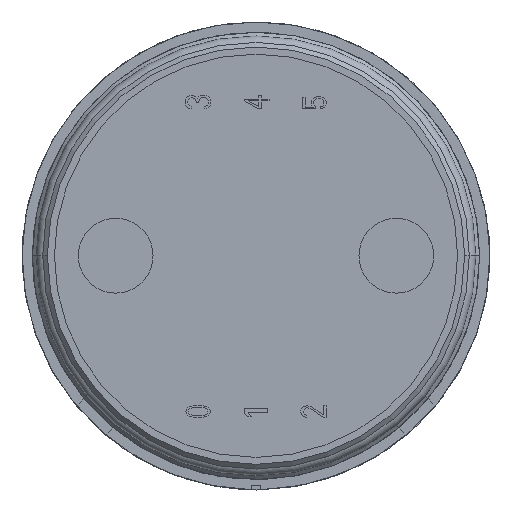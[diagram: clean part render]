
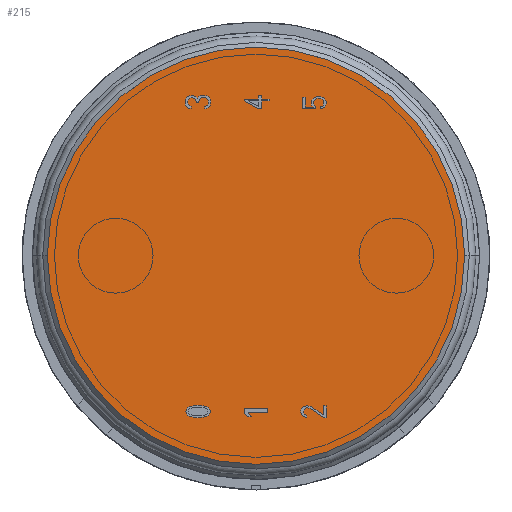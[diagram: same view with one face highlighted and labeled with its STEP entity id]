
A CAD part, top view. The second image highlights one B-rep face of the part: STEP entity #215.
In plain terms, the highlighted planar face has unit normal (0, 0, 1).
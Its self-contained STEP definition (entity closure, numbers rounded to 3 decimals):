
#135=CARTESIAN_POINT('',(-175.667,138.567,-73.935));
#136=VERTEX_POINT('',#135);
#145=CARTESIAN_POINT('',(-220.267,138.567,-73.935));
#146=VERTEX_POINT('',#145);
#147=CARTESIAN_POINT('',(-197.967,138.567,-73.935));
#148=DIRECTION('',(0.0,0.0,1.0));
#149=DIRECTION('',(1.0,0.0,0.0));
#150=AXIS2_PLACEMENT_3D('',#147,#148,#149);
#151=CIRCLE('',#150,22.3);
#152=EDGE_CURVE('',#146,#136,#151,.T.);
#186=CARTESIAN_POINT('',(-197.967,138.567,-73.935));
#187=DIRECTION('',(0.0,0.0,1.0));
#188=DIRECTION('',(1.0,0.0,0.0));
#189=AXIS2_PLACEMENT_3D('',#186,#187,#188);
#190=CIRCLE('',#189,22.3);
#191=EDGE_CURVE('',#136,#146,#190,.T.);
#206=CARTESIAN_POINT('',(-197.967,138.567,-73.935));
#207=DIRECTION('',(0.0,0.0,1.0));
#208=DIRECTION('',(1.0,0.0,0.0));
#209=AXIS2_PLACEMENT_3D('',#206,#207,#208);
#210=PLANE('',#209);
#211=ORIENTED_EDGE('',*,*,#191,.T.);
#212=ORIENTED_EDGE('',*,*,#152,.T.);
#213=EDGE_LOOP('',(#211,#212));
#214=FACE_OUTER_BOUND('',#213,.T.);
#215=ADVANCED_FACE('',(#214),#210,.T.);
